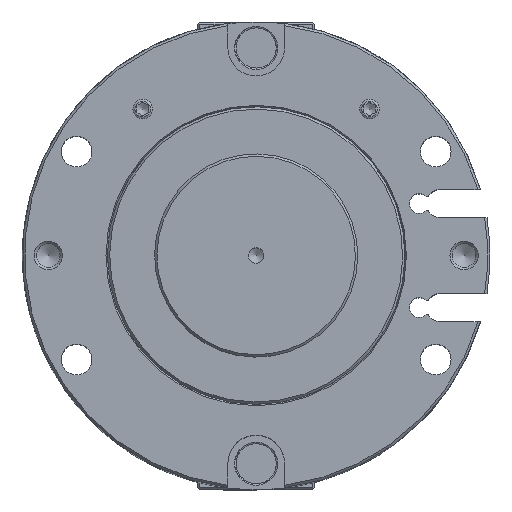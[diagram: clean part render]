
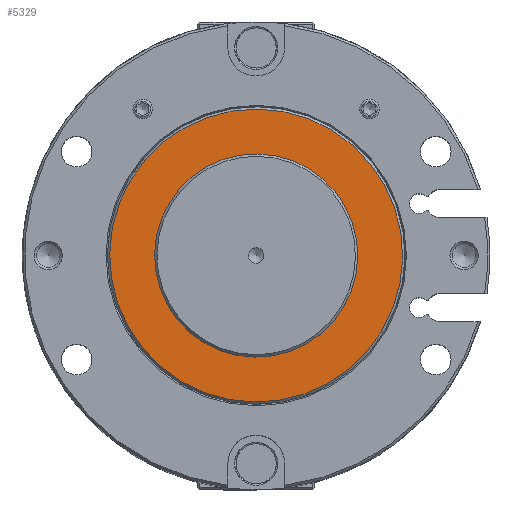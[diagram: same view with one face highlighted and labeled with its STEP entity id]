
A CAD part, top view. The second image highlights one B-rep face of the part: STEP entity #5329.
In plain terms, the highlighted face is planar.
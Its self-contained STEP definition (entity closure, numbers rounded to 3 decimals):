
#246=FACE_BOUND('',#1020,.T.);
#363=PLANE('',#6034);
#694=FACE_OUTER_BOUND('',#1019,.T.);
#1019=EDGE_LOOP('',(#4690));
#1020=EDGE_LOOP('',(#4691));
#2153=CIRCLE('',#6028,21.5);
#2156=CIRCLE('',#6033,31.);
#2614=VERTEX_POINT('',#9525);
#2617=VERTEX_POINT('',#9534);
#3327=EDGE_CURVE('',#2614,#2614,#2153,.T.);
#3332=EDGE_CURVE('',#2617,#2617,#2156,.T.);
#4690=ORIENTED_EDGE('',*,*,#3332,.F.);
#4691=ORIENTED_EDGE('',*,*,#3327,.T.);
#5329=ADVANCED_FACE('',(#694,#246),#363,.F.);
#6028=AXIS2_PLACEMENT_3D('',#9526,#7373,#7374);
#6033=AXIS2_PLACEMENT_3D('',#9536,#7385,#7386);
#6034=AXIS2_PLACEMENT_3D('',#9537,#7387,#7388);
#7373=DIRECTION('center_axis',(0.,0.,1.));
#7374=DIRECTION('ref_axis',(-1.,0.,0.));
#7385=DIRECTION('center_axis',(0.,0.,1.));
#7386=DIRECTION('ref_axis',(-1.,0.,0.));
#7387=DIRECTION('center_axis',(0.,0.,1.));
#7388=DIRECTION('ref_axis',(1.,0.,0.));
#9525=CARTESIAN_POINT('',(21.5,0.,3.8));
#9526=CARTESIAN_POINT('Origin',(0.,0.,3.8));
#9534=CARTESIAN_POINT('',(31.,0.,3.8));
#9536=CARTESIAN_POINT('Origin',(0.,0.,3.8));
#9537=CARTESIAN_POINT('Origin',(0.,0.,
3.8));
